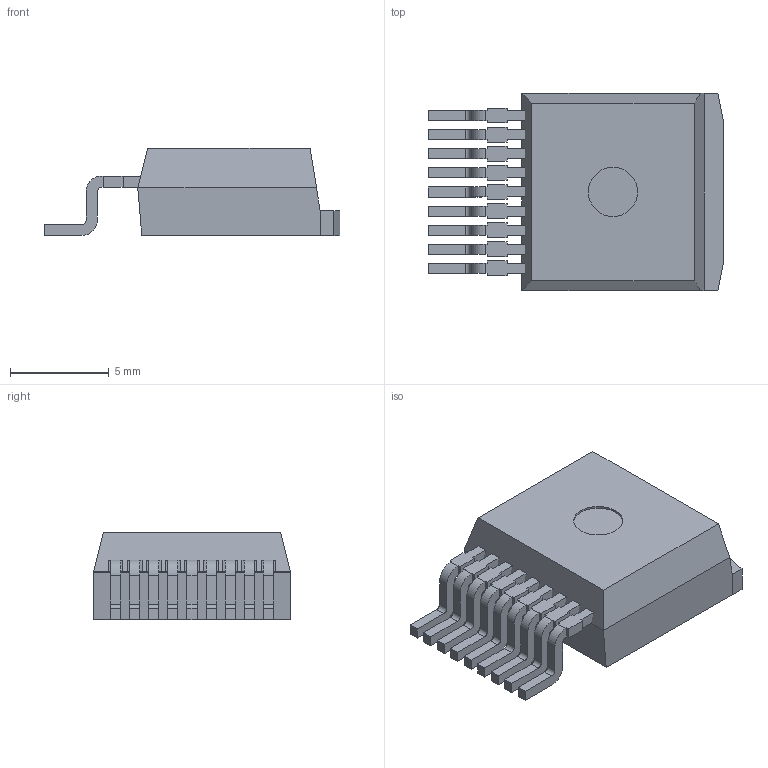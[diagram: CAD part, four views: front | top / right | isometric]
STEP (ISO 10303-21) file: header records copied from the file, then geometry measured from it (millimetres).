
FILE_DESCRIPTION(/* description */ ('model of TO-263-9_TabPin5'),/* implementation_level */ '2;1');
FILE_NAME(/* name */ 'TO-263-9_TabPin5.step',/* time_stamp */ '2023-01-24T23:51:40',/* author */ ('Ray Benitez',''),/* organization */ ('OCCT'),/* preprocessor_version */ '',/* originating_system */ 'KiCAD',/* authorisation */ '');
FILE_SCHEMA(('AUTOMOTIVE_DESIGN { 1 0 10303 214 1 1 1 1 }'));
Length unit declared in the file: millimetre
Products named in the file (8): CQ assembly; a9ef1a96-9c39-11ed-93f0-dde97e994e83; a9ef1a97-9c39-11ed-93f0-dde97e994e83; a9ef1a97-9c39-11ed-93f0-dde97e994e83_part; a9ef1a98-9c39-11ed-93f0-dde97e994e83; a9ef1a98-9c39-11ed-93f0-dde97e994e83_part; a9ef1a99-9c39-11ed-93f0-dde97e994e83; a9ef1a99-9c39-11ed-93f0-dde97e994e83_part
Assembly tree (7 placements, depth 4):
  CQ assembly
    a9ef1a96-9c39-11ed-93f0-dde97e994e83
      a9ef1a97-9c39-11ed-93f0-dde97e994e83
        a9ef1a97-9c39-11ed-93f0-dde97e994e83_part
      a9ef1a98-9c39-11ed-93f0-dde97e994e83
        a9ef1a98-9c39-11ed-93f0-dde97e994e83_part
      a9ef1a99-9c39-11ed-93f0-dde97e994e83
        a9ef1a99-9c39-11ed-93f0-dde97e994e83_part
Bounding box: 15 x 10 x 4.42 mm (x, y, z)
Volume: 480.8 mm3; surface area: 646.7 mm2
Topology: 11 solids, 11 shells, 223 faces, 598 edges, 398 vertices
Faces by surface type: plane 186, cylinder 37
Full cylindrical faces by diameter (mm): 2.5 x1
Entity records: 7088 total; most frequent: CARTESIAN_POINT 1227, ORIENTED_EDGE 1196, DIRECTION 1134, EDGE_CURVE 598, LINE 524, VECTOR 524, VERTEX_POINT 398, AXIS2_PLACEMENT_3D 305
